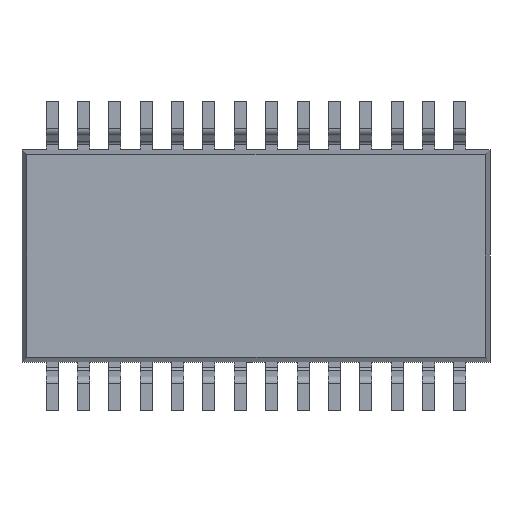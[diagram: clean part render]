
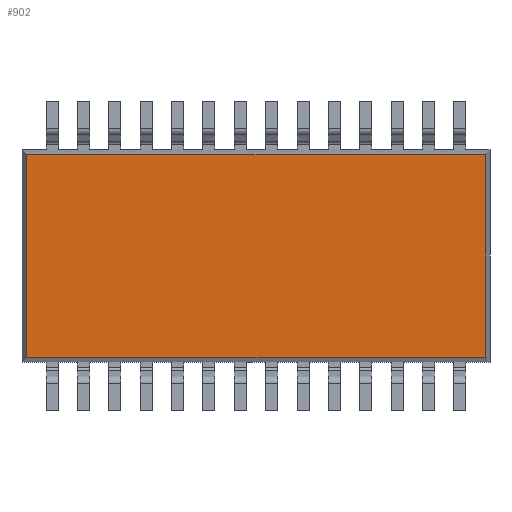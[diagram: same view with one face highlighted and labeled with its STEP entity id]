
A CAD part, front view. The second image highlights one B-rep face of the part: STEP entity #902.
In plain terms, the highlighted face is planar.
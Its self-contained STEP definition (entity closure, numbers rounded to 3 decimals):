
#11 = VECTOR ( 'NONE', #1373, 1000. ) ;
#39 = CARTESIAN_POINT ( 'NONE',  ( 4.75, -2.1, 0.15 ) ) ;
#73 = LINE ( 'NONE', #238, #11 ) ;
#122 = DIRECTION ( 'NONE',  ( 0., -1., 0. ) ) ;
#238 = CARTESIAN_POINT ( 'NONE',  ( 0., -2.1, 0.15 ) ) ;
#270 = VECTOR ( 'NONE', #1783, 1000. ) ;
#302 = CARTESIAN_POINT ( 'NONE',  ( 4.75, 2.1, 0.15 ) ) ;
#370 = AXIS2_PLACEMENT_3D ( 'NONE', #1980, #863, #2161 ) ;
#501 = VERTEX_POINT ( 'NONE', #39 ) ;
#576 = VERTEX_POINT ( 'NONE', #1140 ) ;
#685 = EDGE_LOOP ( 'NONE', ( #1636, #2391, #1861, #1129 ) ) ;
#812 = VECTOR ( 'NONE', #2390, 1000. ) ;
#863 = DIRECTION ( 'NONE',  ( 0., 0., -1. ) ) ;
#902 = ADVANCED_FACE ( 'NONE', ( #1993 ), #2139, .T. ) ;
#994 = EDGE_CURVE ( 'NONE', #1292, #501, #1739, .T. ) ;
#1018 = CARTESIAN_POINT ( 'NONE',  ( -4.75, 0., 0.15 ) ) ;
#1129 = ORIENTED_EDGE ( 'NONE', *, *, #2236, .T. ) ;
#1140 = CARTESIAN_POINT ( 'NONE',  ( -4.75, 2.1, 0.15 ) ) ;
#1197 = EDGE_CURVE ( 'NONE', #2163, #576, #2399, .T. ) ;
#1292 = VERTEX_POINT ( 'NONE', #302 ) ;
#1373 = DIRECTION ( 'NONE',  ( -1., 0., 0. ) ) ;
#1445 = CARTESIAN_POINT ( 'NONE',  ( 4.75, 0., 0.15 ) ) ;
#1465 = CARTESIAN_POINT ( 'NONE',  ( 0., 2.1, 0.15 ) ) ;
#1510 = LINE ( 'NONE', #1465, #812 ) ;
#1636 = ORIENTED_EDGE ( 'NONE', *, *, #1197, .T. ) ;
#1739 = LINE ( 'NONE', #1445, #1800 ) ;
#1783 = DIRECTION ( 'NONE',  ( 0., 1., 0. ) ) ;
#1800 = VECTOR ( 'NONE', #122, 1000. ) ;
#1861 = ORIENTED_EDGE ( 'NONE', *, *, #994, .T. ) ;
#1938 = EDGE_CURVE ( 'NONE', #576, #1292, #1510, .T. ) ;
#1980 = CARTESIAN_POINT ( 'NONE',  ( 0., 0., 0.15 ) ) ;
#1993 = FACE_OUTER_BOUND ( 'NONE', #685, .T. ) ;
#2064 = CARTESIAN_POINT ( 'NONE',  ( -4.75, -2.1, 0.15 ) ) ;
#2139 = PLANE ( 'NONE',  #370 ) ;
#2161 = DIRECTION ( 'NONE',  ( -1., 0., 0. ) ) ;
#2163 = VERTEX_POINT ( 'NONE', #2064 ) ;
#2236 = EDGE_CURVE ( 'NONE', #501, #2163, #73, .T. ) ;
#2390 = DIRECTION ( 'NONE',  ( 1., 0., 0. ) ) ;
#2391 = ORIENTED_EDGE ( 'NONE', *, *, #1938, .T. ) ;
#2399 = LINE ( 'NONE', #1018, #270 ) ;
